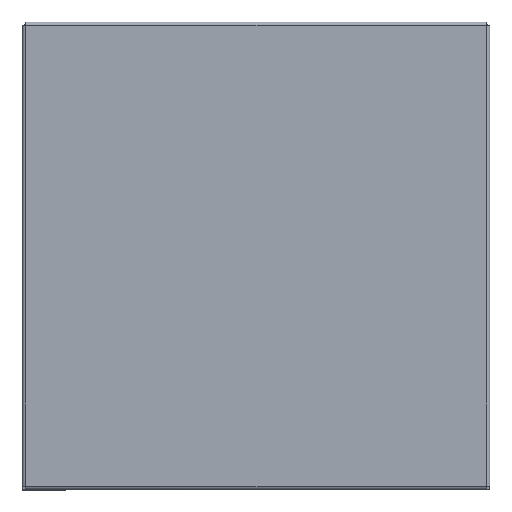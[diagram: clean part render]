
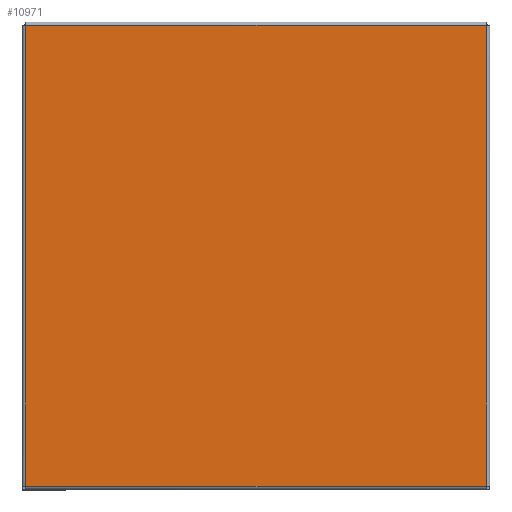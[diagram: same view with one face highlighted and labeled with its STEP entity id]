
A CAD part, top view. The second image highlights one B-rep face of the part: STEP entity #10971.
In plain terms, the highlighted planar face has unit normal (0, 0, 1).
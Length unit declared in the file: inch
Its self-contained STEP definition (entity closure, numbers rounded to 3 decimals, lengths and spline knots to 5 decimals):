
#152 = VECTOR ( 'NONE', #5052, 39.37008 ) ;
#1207 = VERTEX_POINT ( 'NONE', #7609 ) ;
#1320 = DIRECTION ( 'NONE',  ( 0., 0., 1. ) ) ;
#1686 = CARTESIAN_POINT ( 'NONE',  ( 0.0896, 12.0354, 0.074 ) ) ;
#1920 = CARTESIAN_POINT ( 'NONE',  ( 0.0896, 0.0896, 0.074 ) ) ;
#2729 = DIRECTION ( 'NONE',  ( 0., -1., 0. ) ) ;
#3448 = VECTOR ( 'NONE', #2729, 39.37008 ) ;
#3470 = EDGE_CURVE ( 'NONE', #7805, #6900, #7500, .T. ) ;
#3962 = DIRECTION ( 'NONE',  ( 1., 0., 0. ) ) ;
#4060 = VERTEX_POINT ( 'NONE', #1920 ) ;
#4643 = CARTESIAN_POINT ( 'NONE',  ( 9.04895, 12.0354, 0.074 ) ) ;
#4831 = DIRECTION ( 'NONE',  ( -1., 0., 0. ) ) ;
#5052 = DIRECTION ( 'NONE',  ( 0., 1., 0. ) ) ;
#5187 = LINE ( 'NONE', #9761, #152 ) ;
#5574 = ORIENTED_EDGE ( 'NONE', *, *, #7457, .T. ) ;
#5822 = FACE_OUTER_BOUND ( 'NONE', #8608, .T. ) ;
#6805 = CARTESIAN_POINT ( 'NONE',  ( 12.0354, 12.0354, 0.074 ) ) ;
#6900 = VERTEX_POINT ( 'NONE', #1686 ) ;
#6932 = CARTESIAN_POINT ( 'NONE',  ( 6.0625, 6.0625, 0.074 ) ) ;
#7394 = CARTESIAN_POINT ( 'NONE',  ( 0.0896, 9.04895, 0.074 ) ) ;
#7457 = EDGE_CURVE ( 'NONE', #6900, #4060, #11258, .T. ) ;
#7500 = LINE ( 'NONE', #4643, #10074 ) ;
#7609 = CARTESIAN_POINT ( 'NONE',  ( 12.0354, 0.0896, 0.074 ) ) ;
#7775 = VECTOR ( 'NONE', #3962, 39.37008 ) ;
#7805 = VERTEX_POINT ( 'NONE', #6805 ) ;
#7872 = DIRECTION ( 'NONE',  ( 1., 0., 0. ) ) ;
#8270 = ORIENTED_EDGE ( 'NONE', *, *, #3470, .T. ) ;
#8452 = EDGE_CURVE ( 'NONE', #1207, #7805, #5187, .T. ) ;
#8608 = EDGE_LOOP ( 'NONE', ( #9829, #8270, #5574, #10270 ) ) ;
#8667 = CARTESIAN_POINT ( 'NONE',  ( 3.07605, 0.0896, 0.074 ) ) ;
#8753 = PLANE ( 'NONE',  #10048 ) ;
#9230 = EDGE_CURVE ( 'NONE', #4060, #1207, #10623, .T. ) ;
#9761 = CARTESIAN_POINT ( 'NONE',  ( 12.0354, 3.07605, 0.074 ) ) ;
#9829 = ORIENTED_EDGE ( 'NONE', *, *, #8452, .T. ) ;
#10048 = AXIS2_PLACEMENT_3D ( 'NONE', #6932, #1320, #7872 ) ;
#10074 = VECTOR ( 'NONE', #4831, 39.37008 ) ;
#10270 = ORIENTED_EDGE ( 'NONE', *, *, #9230, .T. ) ;
#10623 = LINE ( 'NONE', #8667, #7775 ) ;
#10971 = ADVANCED_FACE ( 'NONE', ( #5822 ), #8753, .T. ) ;
#11258 = LINE ( 'NONE', #7394, #3448 ) ;
